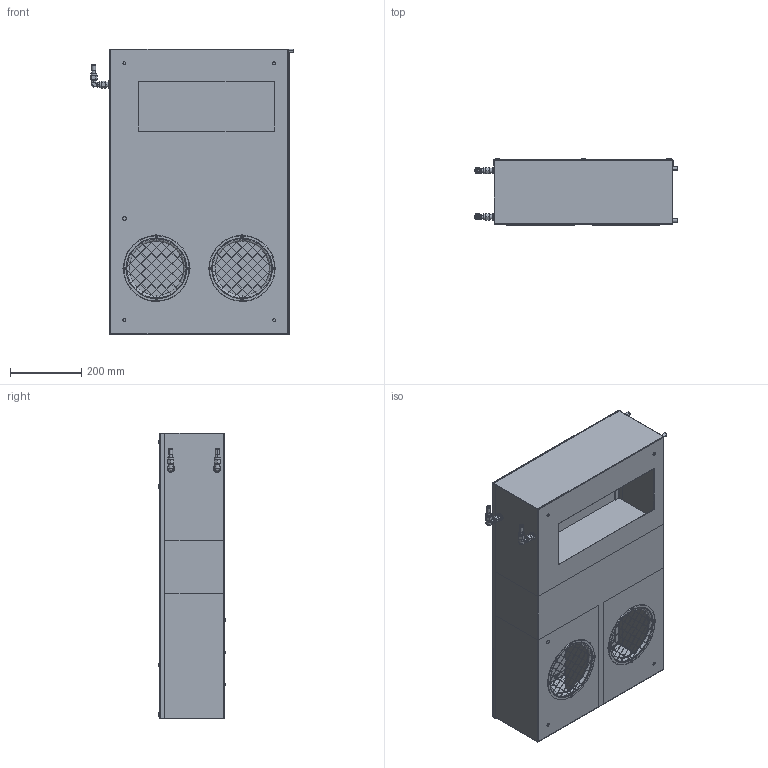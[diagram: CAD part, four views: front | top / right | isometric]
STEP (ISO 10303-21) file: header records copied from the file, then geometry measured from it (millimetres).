
FILE_DESCRIPTION (( 'STEP AP214' ), '1' );
FILE_NAME ('3116-4000-11S07.STEP', '2018-04-26T08:24:58', ( '' ), ( '' ), 'SwSTEP 2.0', 'SolidWorks 2017', '' );
FILE_SCHEMA (( 'AUTOMOTIVE_DESIGN' ));
Length unit declared in the file: millimetre
Products named in the file (10): W0158727~0; W0155648~0; W0158536~0; W0002072~0; 3116-4000-11S07; W0158670~0; W0158741~0; W0155646~0; 8101-0100-06-00_Eingezogen_KL_3_0_mm<Standard>; W0157873~0
Assembly tree (26 placements, depth 2):
  3116-4000-11S07
    W0155646~0
    W0155648~0
    W0158727~0  x6
    W0158670~0  x2
    8101-0100-06-00_Eingezogen_KL_3_0_mm<Standard>  x8
    W0157873~0  x2
    W0158536~0  x2
    W0158741~0  x2
    W0002072~0  x2
Bounding box: 570.82 x 187.7 x 801.5 mm (x, y, z)
Volume: 15583795 mm3; surface area: 2782914.8 mm2
Topology: 34 solids, 34 shells, 1777 faces, 4872 edges, 3168 vertices
Faces by surface type: plane 850, cylinder 661, cone 160, bspline 66, torus 40
Entity records: 44843 total; most frequent: CARTESIAN_POINT 15537, ORIENTED_EDGE 6170, DIRECTION 5911, EDGE_CURVE 3085, AXIS2_PLACEMENT_3D 2119, VERTEX_POINT 2031, LINE 1673, VECTOR 1673
